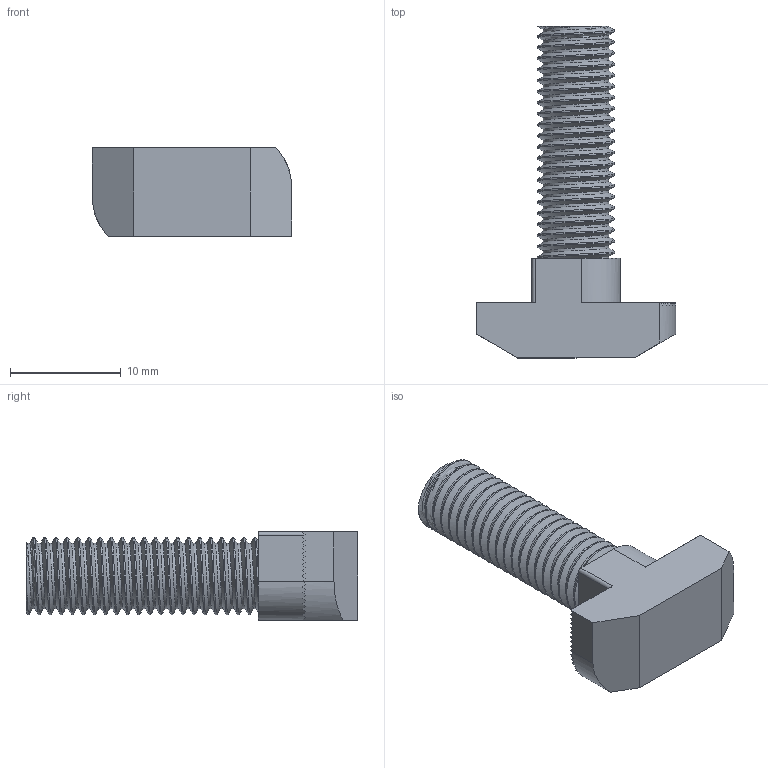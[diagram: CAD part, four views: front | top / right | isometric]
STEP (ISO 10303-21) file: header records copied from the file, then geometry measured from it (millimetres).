
FILE_DESCRIPTION (( 'STEP AP203' ), '1' );
FILE_NAME ('084.301.057.STEP', '2018-03-15T16:05:52', ( '' ), ( '' ), 'SwSTEP 2.0', 'SolidWorks 2016', '' );
FILE_SCHEMA (( 'CONFIG_CONTROL_DESIGN' ));
Length unit declared in the file: millimetre
Products named in the file (1): 084.301.057
Bounding box: 18 x 30 x 8 mm (x, y, z)
Volume: 1542.8 mm3; surface area: 1347.9 mm2
Topology: 1 solids, 1 shells, 161 faces, 466 edges, 308 vertices
Faces by surface type: plane 108, cylinder 49, bspline 4
Entity records: 9250 total; most frequent: CARTESIAN_POINT 5370, ORIENTED_EDGE 932, DIRECTION 664, EDGE_CURVE 466, VERTEX_POINT 308, LINE 278, VECTOR 278, AXIS2_PLACEMENT_3D 193
